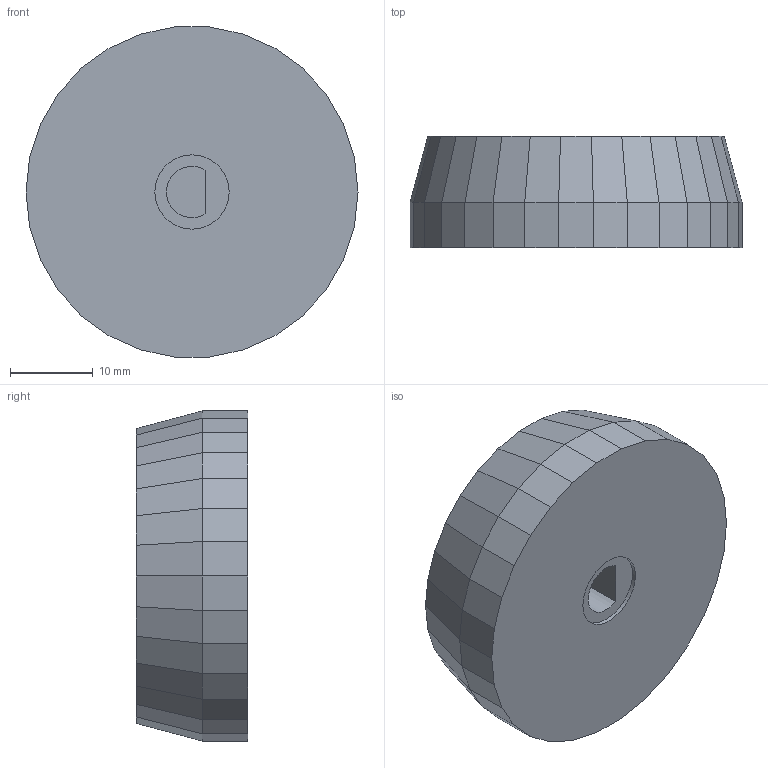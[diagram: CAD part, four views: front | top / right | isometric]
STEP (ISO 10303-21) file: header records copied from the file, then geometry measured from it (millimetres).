
FILE_DESCRIPTION(/* description */ (''),/* implementation_level */ '2;1');
FILE_NAME(/* name */ 'knob_X v4 v2.step',/* time_stamp */ '2021-07-10T21:51:27+01:00',/* author */ (''),/* organization */ (''),/* preprocessor_version */ 'ST-DEVELOPER v18.1',/* originating_system */ 'Autodesk Translation Framework v10.9.0.1377',/* authorisation */ '');
FILE_SCHEMA (('AUTOMOTIVE_DESIGN { 1 0 10303 214 3 1 1 }'));
Length unit declared in the file: millimetre
Products named in the file (1): knob_X v4
Bounding box: 40.22 x 13.5 x 40 mm (x, y, z)
Volume: 15767.7 mm3; surface area: 4110.7 mm2
Topology: 1 solids, 1 shells, 80 faces, 195 edges, 120 vertices
Faces by surface type: plane 78, cylinder 2
Full cylindrical faces by diameter (mm): 9 x1
Entity records: 2296 total; most frequent: CARTESIAN_POINT 396, ORIENTED_EDGE 390, DIRECTION 361, EDGE_CURVE 195, LINE 191, VECTOR 191, VERTEX_POINT 120, AXIS2_PLACEMENT_3D 85
